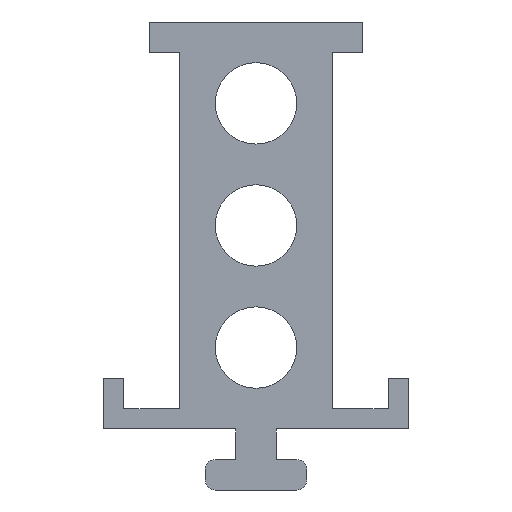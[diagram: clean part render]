
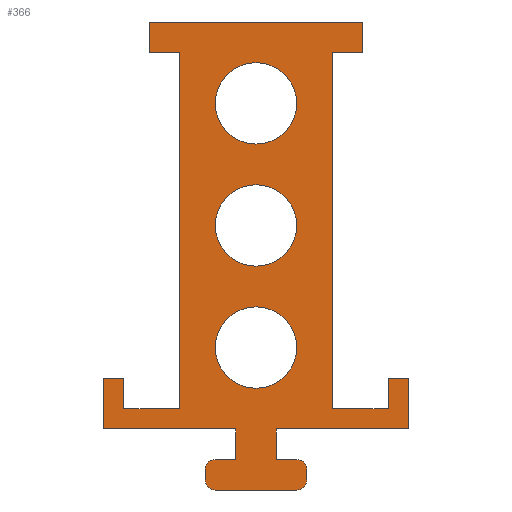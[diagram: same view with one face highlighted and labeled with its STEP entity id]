
A CAD part, front view. The second image highlights one B-rep face of the part: STEP entity #366.
In plain terms, the highlighted planar face has unit normal (0, -1, 0).
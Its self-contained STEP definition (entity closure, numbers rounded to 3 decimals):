
#32 = VERTEX_POINT('',#33);
#33 = CARTESIAN_POINT('',(-2.,-64.5,-21.));
#39 = EDGE_CURVE('',#32,#40,#42,.T.);
#40 = VERTEX_POINT('',#41);
#41 = CARTESIAN_POINT('',(-4.,-64.5,-21.));
#42 = LINE('',#43,#44);
#43 = CARTESIAN_POINT('',(-2.,-64.5,-21.));
#44 = VECTOR('',#45,1.);
#45 = DIRECTION('',(-1.,0.,0.));
#323 = VERTEX_POINT('',#324);
#324 = CARTESIAN_POINT('',(-5.,-64.5,-22.));
#330 = EDGE_CURVE('',#40,#323,#331,.T.);
#331 = CIRCLE('',#332,1.);
#332 = AXIS2_PLACEMENT_3D('',#333,#334,#335);
#333 = CARTESIAN_POINT('',(-4.,-64.5,-22.));
#334 = DIRECTION('',(0.,-1.,0.));
#335 = DIRECTION('',(0.,0.,-1.));
#347 = VERTEX_POINT('',#348);
#348 = CARTESIAN_POINT('',(-2.,-64.5,-18.));
#354 = EDGE_CURVE('',#347,#32,#355,.T.);
#355 = LINE('',#356,#357);
#356 = CARTESIAN_POINT('',(-2.,-64.5,-18.));
#357 = VECTOR('',#358,1.);
#358 = DIRECTION('',(0.,0.,-1.));
#366 = ADVANCED_FACE('',(#367,#573,#584,#595),#606,.F.);
#367 = FACE_BOUND('',#368,.F.);
#368 = EDGE_LOOP('',(#369,#370,#371,#379,#387,#395,#403,#411,#419,#427,
    #435,#443,#451,#459,#467,#475,#483,#491,#499,#507,#515,#523,#532,
    #540,#549,#557,#566,#572));
#369 = ORIENTED_EDGE('',*,*,#39,.F.);
#370 = ORIENTED_EDGE('',*,*,#354,.F.);
#371 = ORIENTED_EDGE('',*,*,#372,.T.);
#372 = EDGE_CURVE('',#347,#373,#375,.T.);
#373 = VERTEX_POINT('',#374);
#374 = CARTESIAN_POINT('',(-15.,-64.5,-18.));
#375 = LINE('',#376,#377);
#376 = CARTESIAN_POINT('',(-2.,-64.5,-18.));
#377 = VECTOR('',#378,1.);
#378 = DIRECTION('',(-1.,0.,0.));
#379 = ORIENTED_EDGE('',*,*,#380,.F.);
#380 = EDGE_CURVE('',#381,#373,#383,.T.);
#381 = VERTEX_POINT('',#382);
#382 = CARTESIAN_POINT('',(-15.,-64.5,-13.));
#383 = LINE('',#384,#385);
#384 = CARTESIAN_POINT('',(-15.,-64.5,-13.));
#385 = VECTOR('',#386,1.);
#386 = DIRECTION('',(0.,0.,-1.));
#387 = ORIENTED_EDGE('',*,*,#388,.F.);
#388 = EDGE_CURVE('',#389,#381,#391,.T.);
#389 = VERTEX_POINT('',#390);
#390 = CARTESIAN_POINT('',(-13.,-64.5,-13.));
#391 = LINE('',#392,#393);
#392 = CARTESIAN_POINT('',(-13.,-64.5,-13.));
#393 = VECTOR('',#394,1.);
#394 = DIRECTION('',(-1.,0.,0.));
#395 = ORIENTED_EDGE('',*,*,#396,.T.);
#396 = EDGE_CURVE('',#389,#397,#399,.T.);
#397 = VERTEX_POINT('',#398);
#398 = CARTESIAN_POINT('',(-13.,-64.5,-16.));
#399 = LINE('',#400,#401);
#400 = CARTESIAN_POINT('',(-13.,-64.5,-13.));
#401 = VECTOR('',#402,1.);
#402 = DIRECTION('',(0.,0.,-1.));
#403 = ORIENTED_EDGE('',*,*,#404,.T.);
#404 = EDGE_CURVE('',#397,#405,#407,.T.);
#405 = VERTEX_POINT('',#406);
#406 = CARTESIAN_POINT('',(-7.5,-64.5,-16.));
#407 = LINE('',#408,#409);
#408 = CARTESIAN_POINT('',(-13.,-64.5,-16.));
#409 = VECTOR('',#410,1.);
#410 = DIRECTION('',(1.,0.,0.));
#411 = ORIENTED_EDGE('',*,*,#412,.T.);
#412 = EDGE_CURVE('',#405,#413,#415,.T.);
#413 = VERTEX_POINT('',#414);
#414 = CARTESIAN_POINT('',(-7.5,-64.5,19.));
#415 = LINE('',#416,#417);
#416 = CARTESIAN_POINT('',(-7.5,-64.5,-16.));
#417 = VECTOR('',#418,1.);
#418 = DIRECTION('',(0.,0.,1.));
#419 = ORIENTED_EDGE('',*,*,#420,.T.);
#420 = EDGE_CURVE('',#413,#421,#423,.T.);
#421 = VERTEX_POINT('',#422);
#422 = CARTESIAN_POINT('',(-10.5,-64.5,19.));
#423 = LINE('',#424,#425);
#424 = CARTESIAN_POINT('',(-7.5,-64.5,19.));
#425 = VECTOR('',#426,1.);
#426 = DIRECTION('',(-1.,0.,0.));
#427 = ORIENTED_EDGE('',*,*,#428,.T.);
#428 = EDGE_CURVE('',#421,#429,#431,.T.);
#429 = VERTEX_POINT('',#430);
#430 = CARTESIAN_POINT('',(-10.5,-64.5,22.));
#431 = LINE('',#432,#433);
#432 = CARTESIAN_POINT('',(-10.5,-64.5,19.));
#433 = VECTOR('',#434,1.);
#434 = DIRECTION('',(0.,0.,1.));
#435 = ORIENTED_EDGE('',*,*,#436,.T.);
#436 = EDGE_CURVE('',#429,#437,#439,.T.);
#437 = VERTEX_POINT('',#438);
#438 = CARTESIAN_POINT('',(10.5,-64.5,22.));
#439 = LINE('',#440,#441);
#440 = CARTESIAN_POINT('',(-10.5,-64.5,22.));
#441 = VECTOR('',#442,1.);
#442 = DIRECTION('',(1.,0.,0.));
#443 = ORIENTED_EDGE('',*,*,#444,.T.);
#444 = EDGE_CURVE('',#437,#445,#447,.T.);
#445 = VERTEX_POINT('',#446);
#446 = CARTESIAN_POINT('',(10.5,-64.5,19.));
#447 = LINE('',#448,#449);
#448 = CARTESIAN_POINT('',(10.5,-64.5,22.));
#449 = VECTOR('',#450,1.);
#450 = DIRECTION('',(0.,0.,-1.));
#451 = ORIENTED_EDGE('',*,*,#452,.T.);
#452 = EDGE_CURVE('',#445,#453,#455,.T.);
#453 = VERTEX_POINT('',#454);
#454 = CARTESIAN_POINT('',(7.5,-64.5,19.));
#455 = LINE('',#456,#457);
#456 = CARTESIAN_POINT('',(10.5,-64.5,19.));
#457 = VECTOR('',#458,1.);
#458 = DIRECTION('',(-1.,0.,0.));
#459 = ORIENTED_EDGE('',*,*,#460,.T.);
#460 = EDGE_CURVE('',#453,#461,#463,.T.);
#461 = VERTEX_POINT('',#462);
#462 = CARTESIAN_POINT('',(7.5,-64.5,-16.));
#463 = LINE('',#464,#465);
#464 = CARTESIAN_POINT('',(7.5,-64.5,19.));
#465 = VECTOR('',#466,1.);
#466 = DIRECTION('',(0.,0.,-1.));
#467 = ORIENTED_EDGE('',*,*,#468,.T.);
#468 = EDGE_CURVE('',#461,#469,#471,.T.);
#469 = VERTEX_POINT('',#470);
#470 = CARTESIAN_POINT('',(13.,-64.5,-16.));
#471 = LINE('',#472,#473);
#472 = CARTESIAN_POINT('',(7.5,-64.5,-16.));
#473 = VECTOR('',#474,1.);
#474 = DIRECTION('',(1.,0.,0.));
#475 = ORIENTED_EDGE('',*,*,#476,.T.);
#476 = EDGE_CURVE('',#469,#477,#479,.T.);
#477 = VERTEX_POINT('',#478);
#478 = CARTESIAN_POINT('',(13.,-64.5,-13.));
#479 = LINE('',#480,#481);
#480 = CARTESIAN_POINT('',(13.,-64.5,-16.));
#481 = VECTOR('',#482,1.);
#482 = DIRECTION('',(0.,0.,1.));
#483 = ORIENTED_EDGE('',*,*,#484,.T.);
#484 = EDGE_CURVE('',#477,#485,#487,.T.);
#485 = VERTEX_POINT('',#486);
#486 = CARTESIAN_POINT('',(15.,-64.5,-13.));
#487 = LINE('',#488,#489);
#488 = CARTESIAN_POINT('',(13.,-64.5,-13.));
#489 = VECTOR('',#490,1.);
#490 = DIRECTION('',(1.,0.,0.));
#491 = ORIENTED_EDGE('',*,*,#492,.T.);
#492 = EDGE_CURVE('',#485,#493,#495,.T.);
#493 = VERTEX_POINT('',#494);
#494 = CARTESIAN_POINT('',(15.,-64.5,-18.));
#495 = LINE('',#496,#497);
#496 = CARTESIAN_POINT('',(15.,-64.5,-13.));
#497 = VECTOR('',#498,1.);
#498 = DIRECTION('',(0.,0.,-1.));
#499 = ORIENTED_EDGE('',*,*,#500,.F.);
#500 = EDGE_CURVE('',#501,#493,#503,.T.);
#501 = VERTEX_POINT('',#502);
#502 = CARTESIAN_POINT('',(2.,-64.5,-18.));
#503 = LINE('',#504,#505);
#504 = CARTESIAN_POINT('',(2.,-64.5,-18.));
#505 = VECTOR('',#506,1.);
#506 = DIRECTION('',(1.,0.,0.));
#507 = ORIENTED_EDGE('',*,*,#508,.F.);
#508 = EDGE_CURVE('',#509,#501,#511,.T.);
#509 = VERTEX_POINT('',#510);
#510 = CARTESIAN_POINT('',(2.,-64.5,-21.));
#511 = LINE('',#512,#513);
#512 = CARTESIAN_POINT('',(2.,-64.5,-21.));
#513 = VECTOR('',#514,1.);
#514 = DIRECTION('',(0.,0.,1.));
#515 = ORIENTED_EDGE('',*,*,#516,.F.);
#516 = EDGE_CURVE('',#517,#509,#519,.T.);
#517 = VERTEX_POINT('',#518);
#518 = CARTESIAN_POINT('',(4.,-64.5,-21.));
#519 = LINE('',#520,#521);
#520 = CARTESIAN_POINT('',(5.,-64.5,-21.));
#521 = VECTOR('',#522,1.);
#522 = DIRECTION('',(-1.,0.,0.));
#523 = ORIENTED_EDGE('',*,*,#524,.F.);
#524 = EDGE_CURVE('',#525,#517,#527,.T.);
#525 = VERTEX_POINT('',#526);
#526 = CARTESIAN_POINT('',(5.,-64.5,-22.));
#527 = CIRCLE('',#528,1.);
#528 = AXIS2_PLACEMENT_3D('',#529,#530,#531);
#529 = CARTESIAN_POINT('',(4.,-64.5,-22.));
#530 = DIRECTION('',(0.,-1.,0.));
#531 = DIRECTION('',(0.,0.,-1.));
#532 = ORIENTED_EDGE('',*,*,#533,.F.);
#533 = EDGE_CURVE('',#534,#525,#536,.T.);
#534 = VERTEX_POINT('',#535);
#535 = CARTESIAN_POINT('',(5.,-64.5,-23.));
#536 = LINE('',#537,#538);
#537 = CARTESIAN_POINT('',(5.,-64.5,-24.));
#538 = VECTOR('',#539,1.);
#539 = DIRECTION('',(0.,0.,1.));
#540 = ORIENTED_EDGE('',*,*,#541,.F.);
#541 = EDGE_CURVE('',#542,#534,#544,.T.);
#542 = VERTEX_POINT('',#543);
#543 = CARTESIAN_POINT('',(4.,-64.5,-24.));
#544 = CIRCLE('',#545,1.);
#545 = AXIS2_PLACEMENT_3D('',#546,#547,#548);
#546 = CARTESIAN_POINT('',(4.,-64.5,-23.));
#547 = DIRECTION('',(0.,-1.,0.));
#548 = DIRECTION('',(0.,0.,-1.));
#549 = ORIENTED_EDGE('',*,*,#550,.F.);
#550 = EDGE_CURVE('',#551,#542,#553,.T.);
#551 = VERTEX_POINT('',#552);
#552 = CARTESIAN_POINT('',(-4.,-64.5,-24.));
#553 = LINE('',#554,#555);
#554 = CARTESIAN_POINT('',(-5.,-64.5,-24.));
#555 = VECTOR('',#556,1.);
#556 = DIRECTION('',(1.,0.,0.));
#557 = ORIENTED_EDGE('',*,*,#558,.F.);
#558 = EDGE_CURVE('',#559,#551,#561,.T.);
#559 = VERTEX_POINT('',#560);
#560 = CARTESIAN_POINT('',(-5.,-64.5,-23.));
#561 = CIRCLE('',#562,1.);
#562 = AXIS2_PLACEMENT_3D('',#563,#564,#565);
#563 = CARTESIAN_POINT('',(-4.,-64.5,-23.));
#564 = DIRECTION('',(0.,-1.,0.));
#565 = DIRECTION('',(0.,0.,-1.));
#566 = ORIENTED_EDGE('',*,*,#567,.F.);
#567 = EDGE_CURVE('',#323,#559,#568,.T.);
#568 = LINE('',#569,#570);
#569 = CARTESIAN_POINT('',(-5.,-64.5,-21.));
#570 = VECTOR('',#571,1.);
#571 = DIRECTION('',(0.,0.,-1.));
#572 = ORIENTED_EDGE('',*,*,#330,.F.);
#573 = FACE_BOUND('',#574,.F.);
#574 = EDGE_LOOP('',(#575));
#575 = ORIENTED_EDGE('',*,*,#576,.T.);
#576 = EDGE_CURVE('',#577,#577,#579,.T.);
#577 = VERTEX_POINT('',#578);
#578 = CARTESIAN_POINT('',(4.,-64.5,2.));
#579 = CIRCLE('',#580,4.);
#580 = AXIS2_PLACEMENT_3D('',#581,#582,#583);
#581 = CARTESIAN_POINT('',(0.,-64.5,2.));
#582 = DIRECTION('',(0.,-1.,0.));
#583 = DIRECTION('',(1.,0.,0.));
#584 = FACE_BOUND('',#585,.F.);
#585 = EDGE_LOOP('',(#586));
#586 = ORIENTED_EDGE('',*,*,#587,.T.);
#587 = EDGE_CURVE('',#588,#588,#590,.T.);
#588 = VERTEX_POINT('',#589);
#589 = CARTESIAN_POINT('',(4.,-64.5,-10.));
#590 = CIRCLE('',#591,4.);
#591 = AXIS2_PLACEMENT_3D('',#592,#593,#594);
#592 = CARTESIAN_POINT('',(0.,-64.5,-10.));
#593 = DIRECTION('',(0.,-1.,0.));
#594 = DIRECTION('',(1.,0.,0.));
#595 = FACE_BOUND('',#596,.F.);
#596 = EDGE_LOOP('',(#597));
#597 = ORIENTED_EDGE('',*,*,#598,.T.);
#598 = EDGE_CURVE('',#599,#599,#601,.T.);
#599 = VERTEX_POINT('',#600);
#600 = CARTESIAN_POINT('',(4.,-64.5,14.));
#601 = CIRCLE('',#602,4.);
#602 = AXIS2_PLACEMENT_3D('',#603,#604,#605);
#603 = CARTESIAN_POINT('',(0.,-64.5,14.));
#604 = DIRECTION('',(0.,-1.,0.));
#605 = DIRECTION('',(1.,0.,0.));
#606 = PLANE('',#607);
#607 = AXIS2_PLACEMENT_3D('',#608,#609,#610);
#608 = CARTESIAN_POINT('',(0.,-64.5,-2.506));
#609 = DIRECTION('',(0.,1.,0.));
#610 = DIRECTION('',(0.,0.,1.));
